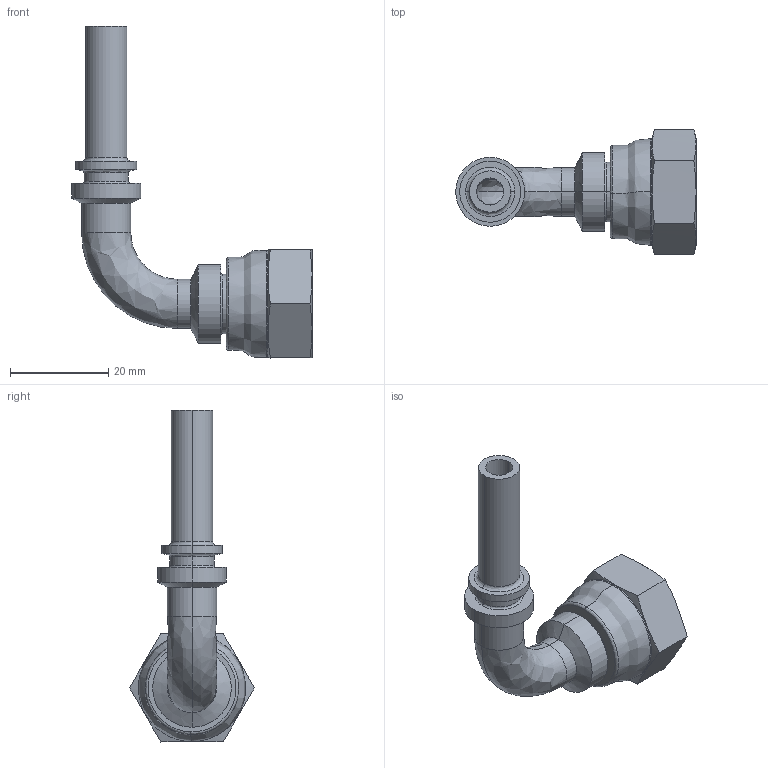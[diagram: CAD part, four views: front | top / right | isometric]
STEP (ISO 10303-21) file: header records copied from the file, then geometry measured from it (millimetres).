
FILE_DESCRIPTION (( 'STEP AP203' ), '1' );
FILE_NAME ('0151-05-06.STEP', '2013-08-05T06:44:23', ( 'IMM' ), ( 'IMM' ), 'SwSTEP 2.0', 'SolidWorks 2011', '' );
FILE_SCHEMA (( 'CONFIG_CONTROL_DESIGN' ));
Length unit declared in the file: millimetre
Products named in the file (3): 0151-05-06; DGP-06_DEF_1; 0154-05Z06_90-45_90起1
Assembly tree (2 placements, depth 2):
  0151-05-06
    0154-05Z06_90-45_90起1
    DGP-06_DEF_1
Bounding box: 48.9 x 25.4 x 67.5 mm (x, y, z)
Volume: 8719.3 mm3; surface area: 8036.6 mm2
Topology: 4 solids, 4 shells, 120 faces, 280 edges, 171 vertices
Faces by surface type: bspline 69, cylinder 28, cone 12, plane 11
Entity records: 13597 total; most frequent: CARTESIAN_POINT 11031, ORIENTED_EDGE 560, DIRECTION 312, EDGE_CURVE 280, VERTEX_POINT 171, B_SPLINE_CURVE_WITH_KNOTS 160, AXIS2_PLACEMENT_3D 136, EDGE_LOOP 131
